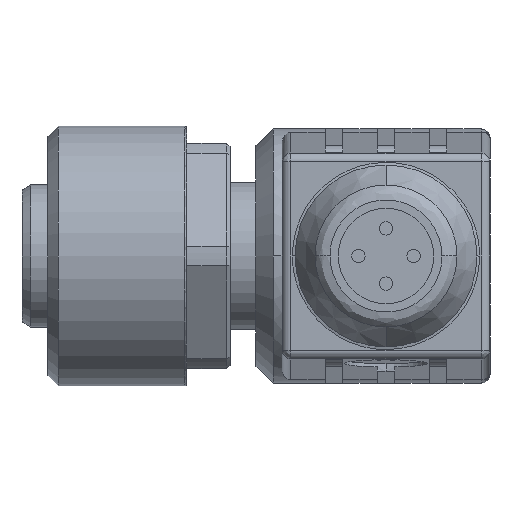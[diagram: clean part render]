
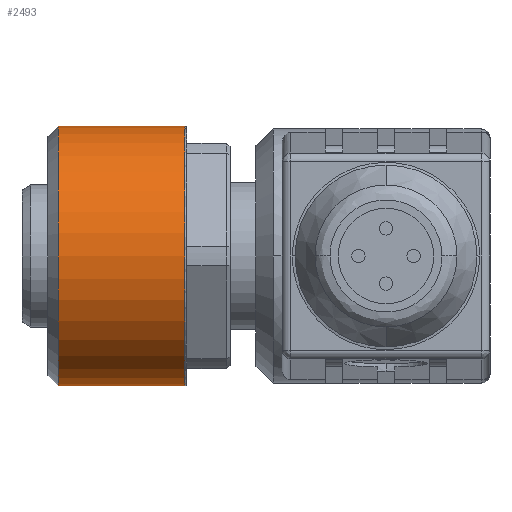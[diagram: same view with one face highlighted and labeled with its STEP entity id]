
A CAD part, left-side view. The second image highlights one B-rep face of the part: STEP entity #2493.
In plain terms, the highlighted cylindrical face has radius 7.5 mm (diameter 15 mm), a partial arc.
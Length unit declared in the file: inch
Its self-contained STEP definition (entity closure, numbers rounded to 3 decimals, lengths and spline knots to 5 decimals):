
#11 = FACE_OUTER_BOUND ( 'NONE', #2733, .T. ) ;
#200 = EDGE_CURVE ( 'NONE', #3009, #3372, #1307, .T. ) ;
#283 = AXIS2_PLACEMENT_3D ( 'NONE', #3071, #3851, #1192 ) ;
#416 = CARTESIAN_POINT ( 'NONE',  ( 12.94266, 1.31024, 0.09584 ) ) ;
#479 = CARTESIAN_POINT ( 'NONE',  ( 12.94266, 1.31024, -0.19944 ) ) ;
#722 = DIRECTION ( 'NONE',  ( 0., 1., 0. ) ) ;
#891 = DIRECTION ( 'NONE',  ( 0., -1., 0. ) ) ;
#1164 = CIRCLE ( 'NONE', #4699, 0.29528 ) ;
#1192 = DIRECTION ( 'NONE',  ( 0., 0., 1. ) ) ;
#1307 = CIRCLE ( 'NONE', #3394, 0.29528 ) ;
#1333 = ORIENTED_EDGE ( 'NONE', *, *, #4913, .T. ) ;
#1362 = CARTESIAN_POINT ( 'NONE',  ( 12.94266, 1.11536, 0.39112 ) ) ;
#1996 = DIRECTION ( 'NONE',  ( 0., 0., 1. ) ) ;
#2176 = EDGE_CURVE ( 'NONE', #3372, #2207, #2914, .T. ) ;
#2207 = VERTEX_POINT ( 'NONE', #479 ) ;
#2420 = DIRECTION ( 'NONE',  ( 0., 0., 1. ) ) ;
#2493 = ADVANCED_FACE ( 'NONE', ( #11 ), #3456, .T. ) ;
#2494 = EDGE_CURVE ( 'NONE', #4532, #2207, #1164, .T. ) ;
#2543 = CARTESIAN_POINT ( 'NONE',  ( 12.94266, 1.31024, 0.39112 ) ) ;
#2733 = EDGE_LOOP ( 'NONE', ( #3318, #4718, #1333, #3946 ) ) ;
#2914 = LINE ( 'NONE', #3282, #3100 ) ;
#3009 = VERTEX_POINT ( 'NONE', #4531 ) ;
#3071 = CARTESIAN_POINT ( 'NONE',  ( 12.94266, 1.11536, 0.09584 ) ) ;
#3100 = VECTOR ( 'NONE', #722, 39.37008 ) ;
#3282 = CARTESIAN_POINT ( 'NONE',  ( 12.94266, 1.11536, -0.19944 ) ) ;
#3318 = ORIENTED_EDGE ( 'NONE', *, *, #2176, .F. ) ;
#3372 = VERTEX_POINT ( 'NONE', #3813 ) ;
#3394 = AXIS2_PLACEMENT_3D ( 'NONE', #3561, #891, #2420 ) ;
#3456 = CYLINDRICAL_SURFACE ( 'NONE', #283, 0.29528 ) ;
#3531 = DIRECTION ( 'NONE',  ( 0., -1., 0. ) ) ;
#3561 = CARTESIAN_POINT ( 'NONE',  ( 12.94266, 1.02284, 0.09584 ) ) ;
#3684 = VECTOR ( 'NONE', #4973, 39.37008 ) ;
#3813 = CARTESIAN_POINT ( 'NONE',  ( 12.94266, 1.02284, -0.19944 ) ) ;
#3851 = DIRECTION ( 'NONE',  ( 0., 1., 0. ) ) ;
#3946 = ORIENTED_EDGE ( 'NONE', *, *, #2494, .T. ) ;
#4210 = LINE ( 'NONE', #1362, #3684 ) ;
#4531 = CARTESIAN_POINT ( 'NONE',  ( 12.94266, 1.02284, 0.39112 ) ) ;
#4532 = VERTEX_POINT ( 'NONE', #2543 ) ;
#4699 = AXIS2_PLACEMENT_3D ( 'NONE', #416, #3531, #1996 ) ;
#4718 = ORIENTED_EDGE ( 'NONE', *, *, #200, .F. ) ;
#4913 = EDGE_CURVE ( 'NONE', #3009, #4532, #4210, .T. ) ;
#4973 = DIRECTION ( 'NONE',  ( 0., 1., 0. ) ) ;
